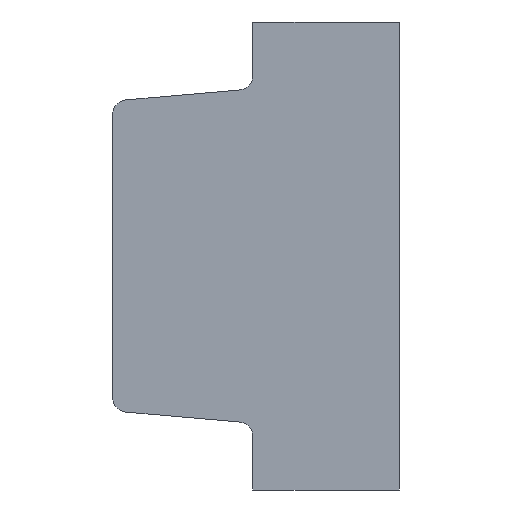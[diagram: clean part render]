
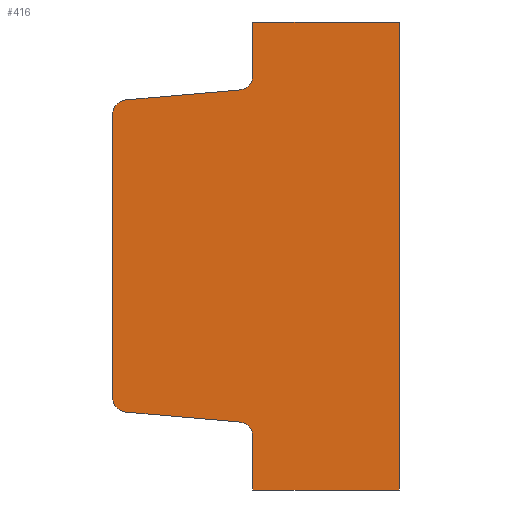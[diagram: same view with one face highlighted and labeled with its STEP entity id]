
A CAD part, left-side view. The second image highlights one B-rep face of the part: STEP entity #416.
In plain terms, the highlighted planar face has unit normal (-1, 0, 0).
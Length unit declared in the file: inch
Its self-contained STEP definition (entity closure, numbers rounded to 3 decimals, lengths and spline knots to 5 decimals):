
#1=DIRECTION('',(0.,0.,-1.));
#2=VECTOR('',#1,0.03937);
#3=CARTESIAN_POINT('',(-0.01575,-0.01969,
0.0315));
#4=LINE('',#3,#2);
#5=DIRECTION('',(0.,-1.,0.));
#6=VECTOR('',#5,0.00004);
#7=CARTESIAN_POINT('',(-0.01575,-0.01969,
-0.00787));
#8=LINE('',#7,#6);
#9=DIRECTION('',(0.,1.,0.));
#10=VECTOR('',#9,0.00004);
#11=CARTESIAN_POINT('',(-0.01575,-0.01972,
-0.01575));
#12=LINE('',#11,#10);
#13=DIRECTION('',(0.,0.,-1.));
#14=VECTOR('',#13,0.01575);
#15=CARTESIAN_POINT('',(-0.01575,-0.01969,
-0.01575));
#16=LINE('',#15,#14);
#17=DIRECTION('',(0.,1.,0.));
#18=VECTOR('',#17,0.01969);
#19=CARTESIAN_POINT('',(-0.01575,-0.01969,
-0.0315));
#20=LINE('',#19,#18);
#21=DIRECTION('',(0.,0.,1.));
#22=VECTOR('',#21,0.00719);
#23=CARTESIAN_POINT('',(-0.01575,0.,-0.0315));
#24=LINE('',#23,#22);
#25=CARTESIAN_POINT('',(-0.01575,0.00197,
-0.02431));
#26=DIRECTION('',(-1.,0.,0.));
#27=DIRECTION('',(0.,-1.,0.));
#28=AXIS2_PLACEMENT_3D('',#25,#26,#27);
#30=DIRECTION('',(0.,0.996,0.087));
#31=VECTOR('',#30,0.01536);
#32=CARTESIAN_POINT('',(-0.01575,0.0018,
-0.02235));
#33=LINE('',#32,#31);
#34=CARTESIAN_POINT('',(-0.01575,0.01693,
-0.01905));
#35=DIRECTION('',(1.,0.,0.));
#36=DIRECTION('',(0.,0.087,-0.996));
#37=AXIS2_PLACEMENT_3D('',#34,#35,#36);
#39=DIRECTION('',(0.,0.,1.));
#40=VECTOR('',#39,0.03809);
#41=CARTESIAN_POINT('',(-0.01575,0.0189,
-0.01905));
#42=LINE('',#41,#40);
#43=CARTESIAN_POINT('',(-0.01575,0.01693,
0.01905));
#44=DIRECTION('',(1.,0.,0.));
#45=DIRECTION('',(0.,1.,0.));
#46=AXIS2_PLACEMENT_3D('',#43,#44,#45);
#48=DIRECTION('',(0.,-0.996,0.087));
#49=VECTOR('',#48,0.01536);
#50=CARTESIAN_POINT('',(-0.01575,0.0171,
0.02101));
#51=LINE('',#50,#49);
#52=CARTESIAN_POINT('',(-0.01575,0.00197,
0.02431));
#53=DIRECTION('',(-1.,0.,0.));
#54=DIRECTION('',(0.,-0.087,-0.996));
#55=AXIS2_PLACEMENT_3D('',#52,#53,#54);
#57=DIRECTION('',(0.,0.,1.));
#58=VECTOR('',#57,0.00719);
#59=CARTESIAN_POINT('',(-0.01575,0.,0.02431));
#60=LINE('',#59,#58);
#61=DIRECTION('',(0.,-1.,0.));
#62=VECTOR('',#61,0.01969);
#63=CARTESIAN_POINT('',(-0.01575,0.,0.0315));
#64=LINE('',#63,#62);
#161=DIRECTION('',(0.,0.,-1.));
#162=VECTOR('',#161,0.00787);
#163=CARTESIAN_POINT('',(-0.01575,-0.01972,
-0.00787));
#164=LINE('',#163,#162);
#281=CARTESIAN_POINT('',(-0.01575,0.,0.0315));
#282=CARTESIAN_POINT('',(-0.01575,-0.01969,
0.0315));
#283=VERTEX_POINT('',#281);
#284=VERTEX_POINT('',#282);
#285=CARTESIAN_POINT('',(-0.01575,-0.01969,
-0.0315));
#286=CARTESIAN_POINT('',(-0.01575,0.,-0.0315));
#287=VERTEX_POINT('',#285);
#288=VERTEX_POINT('',#286);
#289=CARTESIAN_POINT('',(-0.01575,0.,-0.02431));
#290=VERTEX_POINT('',#289);
#291=CARTESIAN_POINT('',(-0.01575,0.0018,
-0.02235));
#292=VERTEX_POINT('',#291);
#293=CARTESIAN_POINT('',(-0.01575,0.0171,
-0.02101));
#294=VERTEX_POINT('',#293);
#295=CARTESIAN_POINT('',(-0.01575,0.0189,
-0.01905));
#296=VERTEX_POINT('',#295);
#297=CARTESIAN_POINT('',(-0.01575,0.0189,
0.01905));
#298=VERTEX_POINT('',#297);
#299=CARTESIAN_POINT('',(-0.01575,0.0171,
0.02101));
#300=VERTEX_POINT('',#299);
#301=CARTESIAN_POINT('',(-0.01575,0.0018,
0.02235));
#302=VERTEX_POINT('',#301);
#303=CARTESIAN_POINT('',(-0.01575,0.,0.02431));
#304=VERTEX_POINT('',#303);
#349=CARTESIAN_POINT('',(-0.01575,-0.01972,
-0.00787));
#350=VERTEX_POINT('',#349);
#351=CARTESIAN_POINT('',(-0.01575,-0.01972,
-0.01575));
#352=VERTEX_POINT('',#351);
#369=CARTESIAN_POINT('',(-0.01575,-0.01969,
-0.00787));
#371=VERTEX_POINT('',#369);
#373=CARTESIAN_POINT('',(-0.01575,-0.01969,
-0.01575));
#375=VERTEX_POINT('',#373);
#377=CARTESIAN_POINT('',(-0.01575,0.,0.));
#378=DIRECTION('',(1.,0.,0.));
#379=DIRECTION('',(0.,0.,-1.));
#380=AXIS2_PLACEMENT_3D('',#377,#378,#379);
#381=PLANE('',#380);
#383=ORIENTED_EDGE('',*,*,#382,.T.);
#385=ORIENTED_EDGE('',*,*,#384,.T.);
#387=ORIENTED_EDGE('',*,*,#386,.T.);
#389=ORIENTED_EDGE('',*,*,#388,.T.);
#391=ORIENTED_EDGE('',*,*,#390,.T.);
#393=ORIENTED_EDGE('',*,*,#392,.T.);
#395=ORIENTED_EDGE('',*,*,#394,.T.);
#397=ORIENTED_EDGE('',*,*,#396,.T.);
#399=ORIENTED_EDGE('',*,*,#398,.T.);
#401=ORIENTED_EDGE('',*,*,#400,.T.);
#403=ORIENTED_EDGE('',*,*,#402,.T.);
#405=ORIENTED_EDGE('',*,*,#404,.T.);
#407=ORIENTED_EDGE('',*,*,#406,.T.);
#409=ORIENTED_EDGE('',*,*,#408,.T.);
#411=ORIENTED_EDGE('',*,*,#410,.T.);
#413=ORIENTED_EDGE('',*,*,#412,.T.);
#414=EDGE_LOOP('',(#383,#385,#387,#389,#391,#393,#395,#397,#399,#401,#403,#405,
#407,#409,#411,#413));
#415=FACE_OUTER_BOUND('',#414,.F.);
#416=ADVANCED_FACE('',(#415),#381,.F.);
#29=CIRCLE('',#28,0.00197);
#38=CIRCLE('',#37,0.00197);
#47=CIRCLE('',#46,0.00197);
#56=CIRCLE('',#55,0.00197);
#382=EDGE_CURVE('',#284,#371,#4,.T.);
#384=EDGE_CURVE('',#371,#350,#8,.T.);
#386=EDGE_CURVE('',#350,#352,#164,.T.);
#388=EDGE_CURVE('',#352,#375,#12,.T.);
#390=EDGE_CURVE('',#375,#287,#16,.T.);
#392=EDGE_CURVE('',#287,#288,#20,.T.);
#394=EDGE_CURVE('',#288,#290,#24,.T.);
#396=EDGE_CURVE('',#290,#292,#29,.T.);
#398=EDGE_CURVE('',#292,#294,#33,.T.);
#400=EDGE_CURVE('',#294,#296,#38,.T.);
#402=EDGE_CURVE('',#296,#298,#42,.T.);
#404=EDGE_CURVE('',#298,#300,#47,.T.);
#406=EDGE_CURVE('',#300,#302,#51,.T.);
#408=EDGE_CURVE('',#302,#304,#56,.T.);
#410=EDGE_CURVE('',#304,#283,#60,.T.);
#412=EDGE_CURVE('',#283,#284,#64,.T.);
